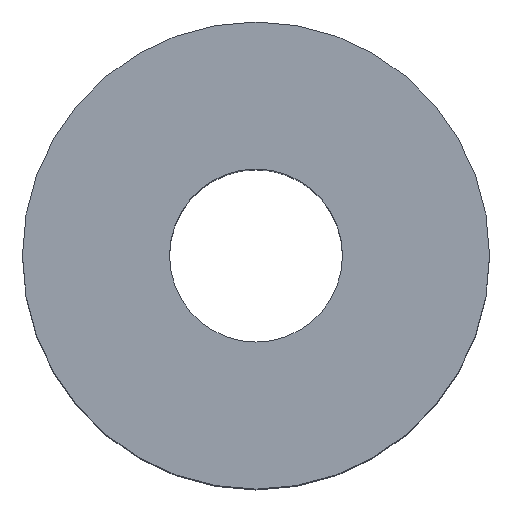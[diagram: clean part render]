
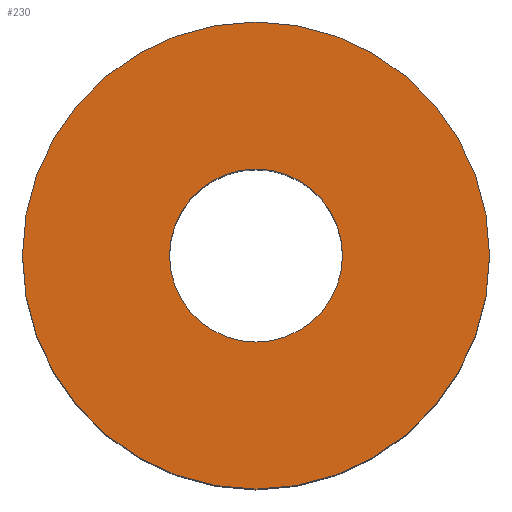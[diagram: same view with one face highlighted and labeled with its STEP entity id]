
A CAD part, top view. The second image highlights one B-rep face of the part: STEP entity #230.
In plain terms, the highlighted planar face has unit normal (0, 0, 1).
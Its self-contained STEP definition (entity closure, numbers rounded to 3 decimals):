
#6 = DIRECTION ( 'NONE',  ( 0., 0., 1. ) ) ;
#14 = CARTESIAN_POINT ( 'NONE',  ( -8.1, 0., 0. ) ) ;
#30 = FACE_OUTER_BOUND ( 'NONE', #404, .T. ) ;
#31 = AXIS2_PLACEMENT_3D ( 'NONE', #198, #168, #202 ) ;
#38 = DIRECTION ( 'NONE',  ( 0., 0., 1. ) ) ;
#39 = AXIS2_PLACEMENT_3D ( 'NONE', #348, #6, #131 ) ;
#55 = EDGE_CURVE ( 'NONE', #169, #83, #338, .T. ) ;
#56 = AXIS2_PLACEMENT_3D ( 'NONE', #155, #220, #64 ) ;
#61 = CIRCLE ( 'NONE', #162, 8.1 ) ;
#64 = DIRECTION ( 'NONE',  ( 1., 0., 0. ) ) ;
#79 = VERTEX_POINT ( 'NONE', #345 ) ;
#83 = VERTEX_POINT ( 'NONE', #257 ) ;
#100 = CARTESIAN_POINT ( 'NONE',  ( -3., 0., 0. ) ) ;
#101 = ORIENTED_EDGE ( 'NONE', *, *, #340, .T. ) ;
#102 = DIRECTION ( 'NONE',  ( -1., 0., 0. ) ) ;
#110 = CARTESIAN_POINT ( 'NONE',  ( 0., 0., 0. ) ) ;
#111 = ORIENTED_EDGE ( 'NONE', *, *, #223, .T. ) ;
#131 = DIRECTION ( 'NONE',  ( 1., 0., 0. ) ) ;
#134 = DIRECTION ( 'NONE',  ( 0., 0., -1. ) ) ;
#155 = CARTESIAN_POINT ( 'NONE',  ( 0., 0., 0. ) ) ;
#162 = AXIS2_PLACEMENT_3D ( 'NONE', #110, #38, #236 ) ;
#168 = DIRECTION ( 'NONE',  ( 0., 0., 1. ) ) ;
#169 = VERTEX_POINT ( 'NONE', #100 ) ;
#185 = CIRCLE ( 'NONE', #56, 8.1 ) ;
#188 = FACE_BOUND ( 'NONE', #258, .T. ) ;
#198 = CARTESIAN_POINT ( 'NONE',  ( 0., 0., 0. ) ) ;
#202 = DIRECTION ( 'NONE',  ( 1., 0., 0. ) ) ;
#220 = DIRECTION ( 'NONE',  ( 0., 0., 1. ) ) ;
#223 = EDGE_CURVE ( 'NONE', #79, #261, #185, .T. ) ;
#230 = ADVANCED_FACE ( 'NONE', ( #188, #30 ), #329, .F. ) ;
#236 = DIRECTION ( 'NONE',  ( 1., 0., 0. ) ) ;
#238 = CARTESIAN_POINT ( 'NONE',  ( -3., 0., 0. ) ) ;
#245 = EDGE_CURVE ( 'NONE', #83, #169, #296, .T. ) ;
#257 = CARTESIAN_POINT ( 'NONE',  ( 3., 0., 0. ) ) ;
#258 = EDGE_LOOP ( 'NONE', ( #318, #266 ) ) ;
#261 = VERTEX_POINT ( 'NONE', #14 ) ;
#266 = ORIENTED_EDGE ( 'NONE', *, *, #55, .F. ) ;
#296 = CIRCLE ( 'NONE', #31, 3. ) ;
#318 = ORIENTED_EDGE ( 'NONE', *, *, #245, .F. ) ;
#329 = PLANE ( 'NONE',  #347 ) ;
#338 = CIRCLE ( 'NONE', #39, 3. ) ;
#340 = EDGE_CURVE ( 'NONE', #261, #79, #61, .T. ) ;
#345 = CARTESIAN_POINT ( 'NONE',  ( 8.1, 0., 0. ) ) ;
#347 = AXIS2_PLACEMENT_3D ( 'NONE', #238, #134, #102 ) ;
#348 = CARTESIAN_POINT ( 'NONE',  ( 0., 0., 0. ) ) ;
#404 = EDGE_LOOP ( 'NONE', ( #111, #101 ) ) ;
